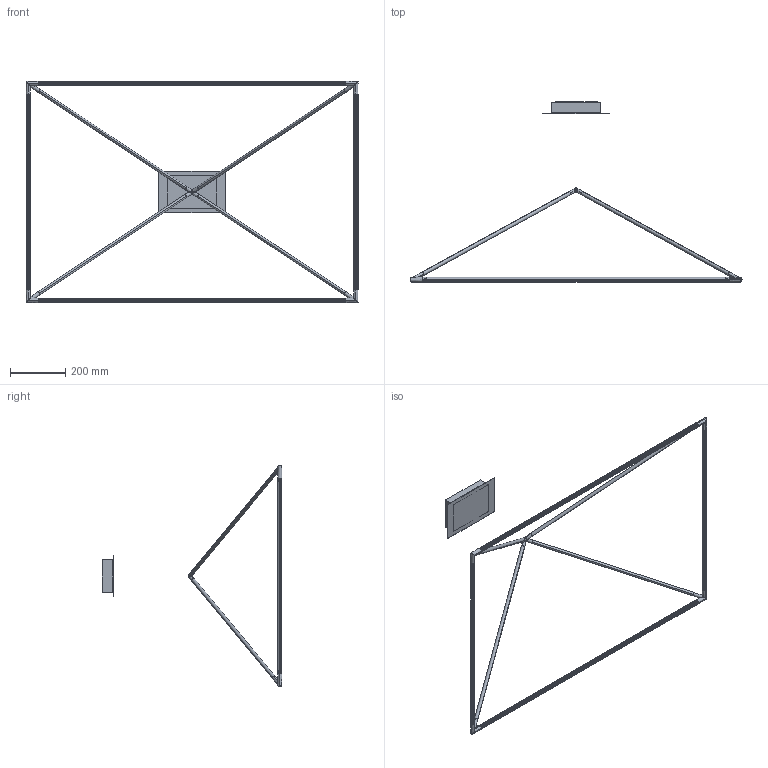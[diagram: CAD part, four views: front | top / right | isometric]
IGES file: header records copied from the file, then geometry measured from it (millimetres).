
Start section: SolidWorks IGES file using analytic representation for surfaces
Global section: file name: 00-6000,00-6002.IGS; native system: SolidWorks 2016; preprocessor: SolidWorks 2016; author: agras; date: 170117.154212; units: millimetre
Bounding box: 1200 x 650.5 x 800 mm (x, y, z)
Surface area: 645648 mm2 (no closed solid volume)
Topology: 0 solids, 0 shells, 744 faces, 6316 edges, 6304 vertices
Faces by surface type: bspline 414, revolution 330
